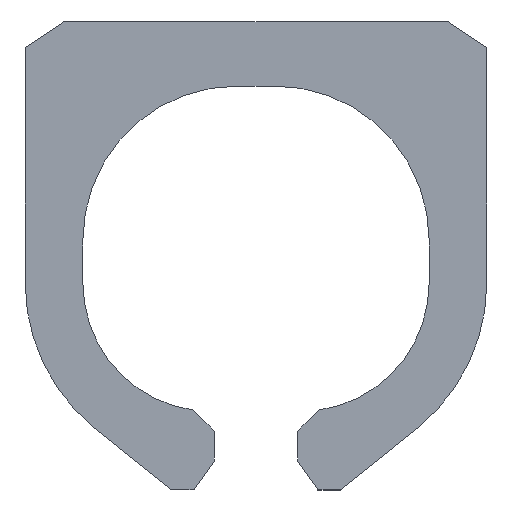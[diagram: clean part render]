
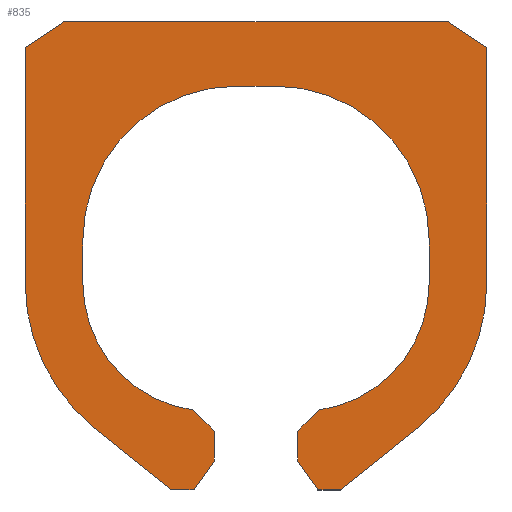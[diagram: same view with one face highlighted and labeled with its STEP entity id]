
A CAD part, front view. The second image highlights one B-rep face of the part: STEP entity #835.
In plain terms, the highlighted planar face has unit normal (0, -1, 0).
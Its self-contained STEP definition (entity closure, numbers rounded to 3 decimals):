
#156=AXIS2_PLACEMENT_3D('Circle Axis2P3D',#154,#155,$) ;
#342=AXIS2_PLACEMENT_3D('Circle Axis2P3D',#340,#341,$) ;
#404=AXIS2_PLACEMENT_3D('Circle Axis2P3D',#402,#403,$) ;
#466=AXIS2_PLACEMENT_3D('Circle Axis2P3D',#464,#465,$) ;
#528=AXIS2_PLACEMENT_3D('Circle Axis2P3D',#526,#527,$) ;
#709=AXIS2_PLACEMENT_3D('Circle Axis2P3D',#707,#708,$) ;
#807=AXIS2_PLACEMENT_3D('Plane Axis2P3D',#804,#805,#806) ;
#44=CARTESIAN_POINT('Vertex',(3.3,0.,3.65)) ;
#58=CARTESIAN_POINT('Vertex',(0.3,0.,3.65)) ;
#61=CARTESIAN_POINT('Line Origine',(1.8,0.,3.65)) ;
#89=CARTESIAN_POINT('Vertex',(0.,0.,3.45)) ;
#92=CARTESIAN_POINT('Line Origine',(0.15,0.,3.55)) ;
#120=CARTESIAN_POINT('Vertex',(0.,0.,1.613)) ;
#123=CARTESIAN_POINT('Line Origine',(0.,0.,2.531)) ;
#151=CARTESIAN_POINT('Vertex',(0.542,0.,0.483)) ;
#154=CARTESIAN_POINT('Axis2P3D Location',(1.45,0.,1.613)) ;
#182=CARTESIAN_POINT('Vertex',(1.143,0.,0.)) ;
#185=CARTESIAN_POINT('Line Origine',(0.842,0.,0.241)) ;
#213=CARTESIAN_POINT('Vertex',(1.317,0.,0.)) ;
#216=CARTESIAN_POINT('Line Origine',(1.23,0.,0.)) ;
#244=CARTESIAN_POINT('Vertex',(1.475,0.,0.225)) ;
#247=CARTESIAN_POINT('Line Origine',(1.396,0.,0.113)) ;
#275=CARTESIAN_POINT('Vertex',(1.475,0.,0.459)) ;
#278=CARTESIAN_POINT('Line Origine',(1.475,0.,0.342)) ;
#306=CARTESIAN_POINT('Vertex',(1.311,0.,0.623)) ;
#309=CARTESIAN_POINT('Line Origine',(1.393,0.,0.541)) ;
#337=CARTESIAN_POINT('Vertex',(0.45,0.,1.613)) ;
#340=CARTESIAN_POINT('Axis2P3D Location',(1.45,0.,1.613)) ;
#368=CARTESIAN_POINT('Vertex',(0.45,0.,1.95)) ;
#371=CARTESIAN_POINT('Line Origine',(0.45,0.,1.781)) ;
#399=CARTESIAN_POINT('Vertex',(1.65,0.,3.15)) ;
#402=CARTESIAN_POINT('Axis2P3D Location',(1.65,0.,1.95)) ;
#430=CARTESIAN_POINT('Vertex',(1.95,0.,3.15)) ;
#433=CARTESIAN_POINT('Line Origine',(1.8,0.,3.15)) ;
#461=CARTESIAN_POINT('Vertex',(3.15,0.,1.95)) ;
#464=CARTESIAN_POINT('Axis2P3D Location',(1.95,0.,1.95)) ;
#492=CARTESIAN_POINT('Vertex',(3.15,0.,1.613)) ;
#495=CARTESIAN_POINT('Line Origine',(3.15,0.,1.781)) ;
#523=CARTESIAN_POINT('Vertex',(2.289,0.,0.623)) ;
#526=CARTESIAN_POINT('Axis2P3D Location',(2.15,0.,1.613)) ;
#554=CARTESIAN_POINT('Vertex',(2.125,0.,0.459)) ;
#557=CARTESIAN_POINT('Line Origine',(2.207,0.,0.541)) ;
#585=CARTESIAN_POINT('Vertex',(2.125,0.,0.225)) ;
#588=CARTESIAN_POINT('Line Origine',(2.125,0.,0.342)) ;
#616=CARTESIAN_POINT('Vertex',(2.283,0.,0.)) ;
#619=CARTESIAN_POINT('Line Origine',(2.204,0.,0.113)) ;
#642=CARTESIAN_POINT('Vertex',(2.457,0.,0.)) ;
#645=CARTESIAN_POINT('Line Origine',(2.37,0.,0.)) ;
#673=CARTESIAN_POINT('Vertex',(3.058,0.,0.483)) ;
#676=CARTESIAN_POINT('Line Origine',(2.758,0.,0.241)) ;
#704=CARTESIAN_POINT('Vertex',(3.6,0.,1.613)) ;
#707=CARTESIAN_POINT('Axis2P3D Location',(2.15,0.,1.613)) ;
#735=CARTESIAN_POINT('Vertex',(3.6,0.,3.45)) ;
#738=CARTESIAN_POINT('Line Origine',(3.6,0.,2.531)) ;
#760=CARTESIAN_POINT('Line Origine',(3.45,0.,3.55)) ;
#804=CARTESIAN_POINT('Axis2P3D Location',(1.8,0.,3.65)) ;
#62=DIRECTION('Vector Direction',(-1.,0.,0.)) ;
#93=DIRECTION('Vector Direction',(-0.832,0.,-0.555)) ;
#124=DIRECTION('Vector Direction',(0.,0.,1.)) ;
#155=DIRECTION('Axis2P3D Direction',(0.,-1.,0.)) ;
#186=DIRECTION('Vector Direction',(0.78,0.,-0.626)) ;
#217=DIRECTION('Vector Direction',(1.,0.,0.)) ;
#248=DIRECTION('Vector Direction',(0.574,0.,0.819)) ;
#279=DIRECTION('Vector Direction',(0.,0.,-1.)) ;
#310=DIRECTION('Vector Direction',(-0.707,0.,0.707)) ;
#341=DIRECTION('Axis2P3D Direction',(0.,-1.,0.)) ;
#372=DIRECTION('Vector Direction',(0.,0.,1.)) ;
#403=DIRECTION('Axis2P3D Direction',(0.,-1.,0.)) ;
#434=DIRECTION('Vector Direction',(1.,0.,0.)) ;
#465=DIRECTION('Axis2P3D Direction',(0.,-1.,0.)) ;
#496=DIRECTION('Vector Direction',(0.,0.,1.)) ;
#527=DIRECTION('Axis2P3D Direction',(0.,-1.,0.)) ;
#558=DIRECTION('Vector Direction',(0.707,0.,0.707)) ;
#589=DIRECTION('Vector Direction',(0.,0.,-1.)) ;
#620=DIRECTION('Vector Direction',(-0.574,0.,0.819)) ;
#646=DIRECTION('Vector Direction',(1.,0.,0.)) ;
#677=DIRECTION('Vector Direction',(-0.78,0.,-0.626)) ;
#708=DIRECTION('Axis2P3D Direction',(0.,-1.,0.)) ;
#739=DIRECTION('Vector Direction',(0.,0.,1.)) ;
#761=DIRECTION('Vector Direction',(0.832,0.,-0.555)) ;
#805=DIRECTION('Axis2P3D Direction',(0.,-1.,0.)) ;
#806=DIRECTION('Axis2P3D XDirection',(1.,0.,0.)) ;
#63=VECTOR('Line Direction',#62,1.) ;
#94=VECTOR('Line Direction',#93,1.) ;
#125=VECTOR('Line Direction',#124,1.) ;
#187=VECTOR('Line Direction',#186,1.) ;
#218=VECTOR('Line Direction',#217,1.) ;
#249=VECTOR('Line Direction',#248,1.) ;
#280=VECTOR('Line Direction',#279,1.) ;
#311=VECTOR('Line Direction',#310,1.) ;
#373=VECTOR('Line Direction',#372,1.) ;
#435=VECTOR('Line Direction',#434,1.) ;
#497=VECTOR('Line Direction',#496,1.) ;
#559=VECTOR('Line Direction',#558,1.) ;
#590=VECTOR('Line Direction',#589,1.) ;
#621=VECTOR('Line Direction',#620,1.) ;
#647=VECTOR('Line Direction',#646,1.) ;
#678=VECTOR('Line Direction',#677,1.) ;
#740=VECTOR('Line Direction',#739,1.) ;
#762=VECTOR('Line Direction',#761,1.) ;
#810=ORIENTED_EDGE('',*,*,#65,.T.) ;
#811=ORIENTED_EDGE('',*,*,#96,.T.) ;
#812=ORIENTED_EDGE('',*,*,#127,.T.) ;
#813=ORIENTED_EDGE('',*,*,#158,.T.) ;
#814=ORIENTED_EDGE('',*,*,#189,.T.) ;
#815=ORIENTED_EDGE('',*,*,#220,.T.) ;
#816=ORIENTED_EDGE('',*,*,#251,.T.) ;
#817=ORIENTED_EDGE('',*,*,#282,.T.) ;
#818=ORIENTED_EDGE('',*,*,#313,.T.) ;
#819=ORIENTED_EDGE('',*,*,#344,.T.) ;
#820=ORIENTED_EDGE('',*,*,#375,.T.) ;
#821=ORIENTED_EDGE('',*,*,#406,.T.) ;
#822=ORIENTED_EDGE('',*,*,#437,.T.) ;
#823=ORIENTED_EDGE('',*,*,#468,.T.) ;
#824=ORIENTED_EDGE('',*,*,#499,.T.) ;
#825=ORIENTED_EDGE('',*,*,#530,.T.) ;
#826=ORIENTED_EDGE('',*,*,#561,.T.) ;
#827=ORIENTED_EDGE('',*,*,#592,.T.) ;
#828=ORIENTED_EDGE('',*,*,#623,.T.) ;
#829=ORIENTED_EDGE('',*,*,#649,.T.) ;
#830=ORIENTED_EDGE('',*,*,#680,.T.) ;
#831=ORIENTED_EDGE('',*,*,#711,.T.) ;
#832=ORIENTED_EDGE('',*,*,#742,.T.) ;
#833=ORIENTED_EDGE('',*,*,#764,.T.) ;
#835=ADVANCED_FACE('S3D gedreht',(#834),#808,.T.) ;
#157=CIRCLE('generated circle',#156,1.45) ;
#343=CIRCLE('generated circle',#342,1.) ;
#405=CIRCLE('generated circle',#404,1.2) ;
#467=CIRCLE('generated circle',#466,1.2) ;
#529=CIRCLE('generated circle',#528,1.) ;
#710=CIRCLE('generated circle',#709,1.45) ;
#65=EDGE_CURVE('',#45,#59,#64,.T.) ;
#96=EDGE_CURVE('',#59,#90,#95,.T.) ;
#127=EDGE_CURVE('',#90,#121,#126,.F.) ;
#158=EDGE_CURVE('',#121,#152,#157,.T.) ;
#189=EDGE_CURVE('',#152,#183,#188,.T.) ;
#220=EDGE_CURVE('',#183,#214,#219,.T.) ;
#251=EDGE_CURVE('',#214,#245,#250,.T.) ;
#282=EDGE_CURVE('',#245,#276,#281,.F.) ;
#313=EDGE_CURVE('',#276,#307,#312,.T.) ;
#344=EDGE_CURVE('',#307,#338,#343,.F.) ;
#375=EDGE_CURVE('',#338,#369,#374,.T.) ;
#406=EDGE_CURVE('',#369,#400,#405,.F.) ;
#437=EDGE_CURVE('',#400,#431,#436,.T.) ;
#468=EDGE_CURVE('',#431,#462,#467,.F.) ;
#499=EDGE_CURVE('',#462,#493,#498,.F.) ;
#530=EDGE_CURVE('',#493,#524,#529,.F.) ;
#561=EDGE_CURVE('',#524,#555,#560,.F.) ;
#592=EDGE_CURVE('',#555,#586,#591,.T.) ;
#623=EDGE_CURVE('',#586,#617,#622,.F.) ;
#649=EDGE_CURVE('',#617,#643,#648,.T.) ;
#680=EDGE_CURVE('',#643,#674,#679,.F.) ;
#711=EDGE_CURVE('',#674,#705,#710,.T.) ;
#742=EDGE_CURVE('',#705,#736,#741,.T.) ;
#764=EDGE_CURVE('',#736,#45,#763,.F.) ;
#809=EDGE_LOOP('',(#810,#811,#812,#813,#814,#815,#816,#817,#818,#819,#820,#821,#822,#823,#824,#825,#826,#827,#828,#829,#830,#831,#832,#833)) ;
#834=FACE_OUTER_BOUND('',#809,.T.) ;
#64=LINE('Line',#61,#63) ;
#95=LINE('Line',#92,#94) ;
#126=LINE('Line',#123,#125) ;
#188=LINE('Line',#185,#187) ;
#219=LINE('Line',#216,#218) ;
#250=LINE('Line',#247,#249) ;
#281=LINE('Line',#278,#280) ;
#312=LINE('Line',#309,#311) ;
#374=LINE('Line',#371,#373) ;
#436=LINE('Line',#433,#435) ;
#498=LINE('Line',#495,#497) ;
#560=LINE('Line',#557,#559) ;
#591=LINE('Line',#588,#590) ;
#622=LINE('Line',#619,#621) ;
#648=LINE('Line',#645,#647) ;
#679=LINE('Line',#676,#678) ;
#741=LINE('Line',#738,#740) ;
#763=LINE('Line',#760,#762) ;
#808=PLANE('',#807) ;
#45=VERTEX_POINT('',#44) ;
#59=VERTEX_POINT('',#58) ;
#90=VERTEX_POINT('',#89) ;
#121=VERTEX_POINT('',#120) ;
#152=VERTEX_POINT('',#151) ;
#183=VERTEX_POINT('',#182) ;
#214=VERTEX_POINT('',#213) ;
#245=VERTEX_POINT('',#244) ;
#276=VERTEX_POINT('',#275) ;
#307=VERTEX_POINT('',#306) ;
#338=VERTEX_POINT('',#337) ;
#369=VERTEX_POINT('',#368) ;
#400=VERTEX_POINT('',#399) ;
#431=VERTEX_POINT('',#430) ;
#462=VERTEX_POINT('',#461) ;
#493=VERTEX_POINT('',#492) ;
#524=VERTEX_POINT('',#523) ;
#555=VERTEX_POINT('',#554) ;
#586=VERTEX_POINT('',#585) ;
#617=VERTEX_POINT('',#616) ;
#643=VERTEX_POINT('',#642) ;
#674=VERTEX_POINT('',#673) ;
#705=VERTEX_POINT('',#704) ;
#736=VERTEX_POINT('',#735) ;
